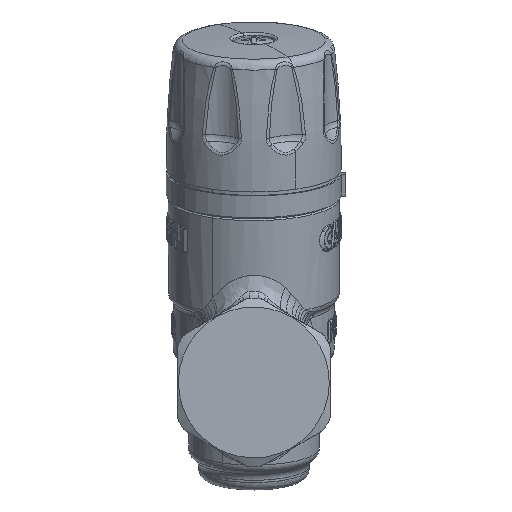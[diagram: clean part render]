
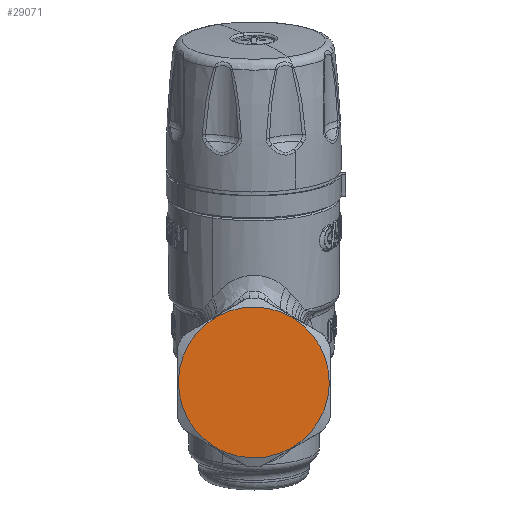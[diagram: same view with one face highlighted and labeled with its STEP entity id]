
A CAD part, front view. The second image highlights one B-rep face of the part: STEP entity #29071.
In plain terms, the highlighted planar face has unit normal (0, -1, 0).
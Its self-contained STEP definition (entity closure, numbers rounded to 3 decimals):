
#29048=CARTESIAN_POINT('Axis2P3D Location',(0.017,-52.771,64.887)) ;
#29053=CARTESIAN_POINT('Axis2P3D Location',(0.017,-52.771,49.887)) ;
#29057=CARTESIAN_POINT('Vertex',(-7.174,-52.771,63.051)) ;
#29059=CARTESIAN_POINT('Vertex',(7.208,-52.771,36.723)) ;
#29062=CARTESIAN_POINT('Axis2P3D Location',(0.017,-52.771,49.887)) ;
#29049=DIRECTION('Axis2P3D Direction',(0.,-1.,0.)) ;
#29050=DIRECTION('Axis2P3D XDirection',(1.,0.,0.)) ;
#29054=DIRECTION('Axis2P3D Direction',(0.,-1.,0.)) ;
#29063=DIRECTION('Axis2P3D Direction',(0.,-1.,0.)) ;
#29051=AXIS2_PLACEMENT_3D('Plane Axis2P3D',#29048,#29049,#29050) ;
#29055=AXIS2_PLACEMENT_3D('Circle Axis2P3D',#29053,#29054,$) ;
#29064=AXIS2_PLACEMENT_3D('Circle Axis2P3D',#29062,#29063,$) ;
#29068=ORIENTED_EDGE('',*,*,#29061,.T.) ;
#29069=ORIENTED_EDGE('',*,*,#29066,.T.) ;
#29071=ADVANCED_FACE('PartBody',(#29070),#29052,.T.) ;
#29056=CIRCLE('generated circle',#29055,15.) ;
#29065=CIRCLE('generated circle',#29064,15.) ;
#29061=EDGE_CURVE('',#29058,#29060,#29056,.T.) ;
#29066=EDGE_CURVE('',#29060,#29058,#29065,.T.) ;
#29067=EDGE_LOOP('',(#29068,#29069)) ;
#29070=FACE_OUTER_BOUND('',#29067,.T.) ;
#29052=PLANE('',#29051) ;
#29058=VERTEX_POINT('',#29057) ;
#29060=VERTEX_POINT('',#29059) ;
